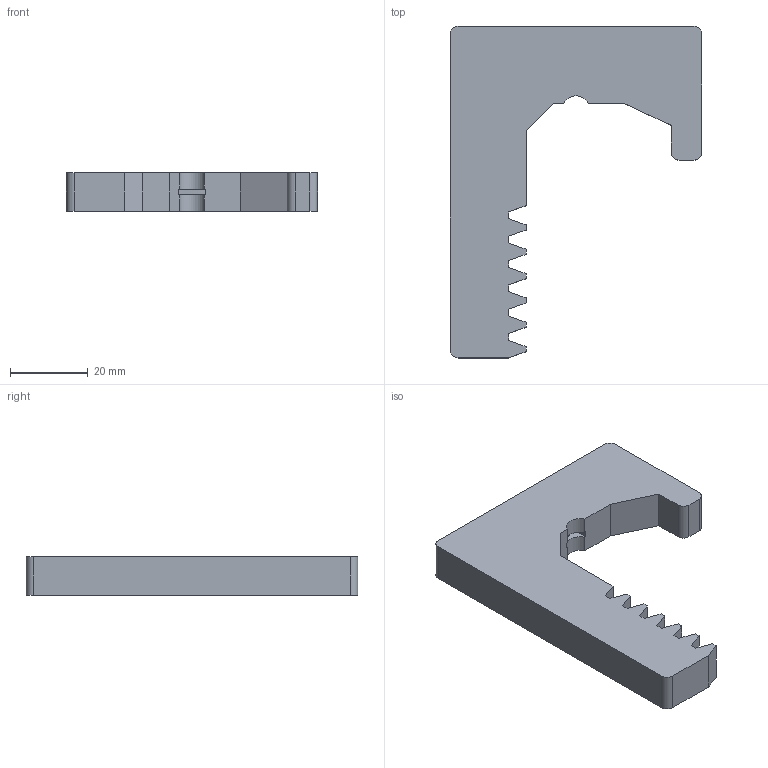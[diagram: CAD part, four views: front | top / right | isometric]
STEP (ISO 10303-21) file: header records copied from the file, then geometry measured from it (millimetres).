
FILE_DESCRIPTION (( 'STEP AP203' ), '1' );
FILE_NAME ('Cutter V4 top.STEP', '2021-07-11T12:35:07', ( '' ), ( '' ), 'SwSTEP 2.0', 'SolidWorks 2020', '' );
FILE_SCHEMA (( 'CONFIG_CONTROL_DESIGN' ));
Length unit declared in the file: millimetre
Products named in the file (1): Cutter V4 top
Bounding box: 64.76 x 85.62 x 10 mm (x, y, z)
Volume: 26288.6 mm3; surface area: 8958.7 mm2
Topology: 1 solids, 1 shells, 52 faces, 150 edges, 100 vertices
Faces by surface type: plane 43, cylinder 9
Entity records: 1773 total; most frequent: CARTESIAN_POINT 303, ORIENTED_EDGE 300, DIRECTION 274, EDGE_CURVE 150, LINE 132, VECTOR 132, VERTEX_POINT 100, AXIS2_PLACEMENT_3D 71
